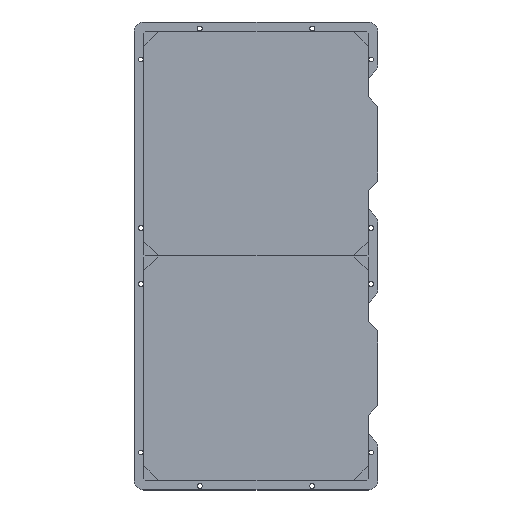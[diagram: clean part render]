
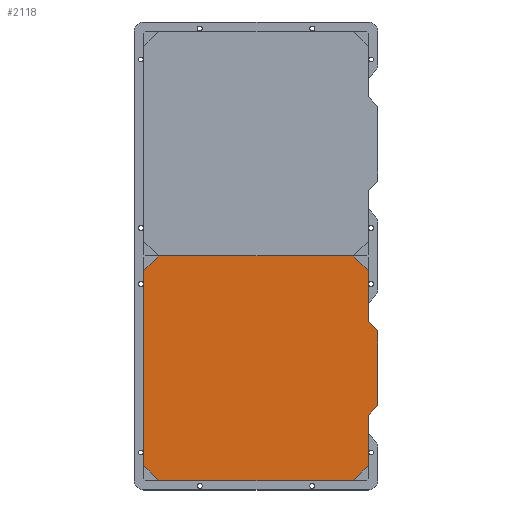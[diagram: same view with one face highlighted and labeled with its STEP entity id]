
A CAD part, top view. The second image highlights one B-rep face of the part: STEP entity #2118.
In plain terms, the highlighted planar face has unit normal (0, 0, 1).
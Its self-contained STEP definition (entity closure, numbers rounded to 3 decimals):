
#176=PLANE('',#2392);
#291=FACE_OUTER_BOUND('',#451,.T.);
#451=EDGE_LOOP('',(#1948,#1949,#1950,#1951,#1952,#1953,#1954,#1955,#1956,
#1957,#1958,#1959));
#598=LINE('',#3563,#780);
#604=LINE('',#3574,#786);
#615=LINE('',#3597,#797);
#618=LINE('',#3602,#800);
#619=LINE('',#3605,#801);
#622=LINE('',#3610,#804);
#623=LINE('',#3613,#805);
#626=LINE('',#3619,#808);
#628=LINE('',#3622,#810);
#629=LINE('',#3625,#811);
#631=LINE('',#3629,#813);
#633=LINE('',#3632,#815);
#780=VECTOR('',#2964,1000.);
#786=VECTOR('',#2972,1000.);
#797=VECTOR('',#2987,1000.);
#800=VECTOR('',#2992,1000.);
#801=VECTOR('',#2995,1000.);
#804=VECTOR('',#3000,1000.);
#805=VECTOR('',#3003,1000.);
#808=VECTOR('',#3008,1000.);
#810=VECTOR('',#3012,1000.);
#811=VECTOR('',#3015,1000.);
#813=VECTOR('',#3019,1000.);
#815=VECTOR('',#3023,1000.);
#1084=VERTEX_POINT('',#3561);
#1085=VERTEX_POINT('',#3562);
#1089=VERTEX_POINT('',#3572);
#1099=VERTEX_POINT('',#3596);
#1100=VERTEX_POINT('',#3600);
#1101=VERTEX_POINT('',#3604);
#1102=VERTEX_POINT('',#3608);
#1103=VERTEX_POINT('',#3612);
#1104=VERTEX_POINT('',#3616);
#1105=VERTEX_POINT('',#3618);
#1106=VERTEX_POINT('',#3624);
#1107=VERTEX_POINT('',#3628);
#1356=EDGE_CURVE('',#1084,#1085,#598,.T.);
#1362=EDGE_CURVE('',#1084,#1089,#604,.T.);
#1373=EDGE_CURVE('',#1099,#1089,#615,.T.);
#1376=EDGE_CURVE('',#1099,#1100,#618,.T.);
#1377=EDGE_CURVE('',#1101,#1100,#619,.T.);
#1380=EDGE_CURVE('',#1101,#1102,#622,.T.);
#1381=EDGE_CURVE('',#1103,#1102,#623,.T.);
#1384=EDGE_CURVE('',#1105,#1104,#626,.T.);
#1386=EDGE_CURVE('',#1103,#1105,#628,.T.);
#1387=EDGE_CURVE('',#1106,#1085,#629,.T.);
#1389=EDGE_CURVE('',#1107,#1106,#631,.T.);
#1391=EDGE_CURVE('',#1104,#1107,#633,.T.);
#1948=ORIENTED_EDGE('',*,*,#1356,.F.);
#1949=ORIENTED_EDGE('',*,*,#1362,.T.);
#1950=ORIENTED_EDGE('',*,*,#1373,.F.);
#1951=ORIENTED_EDGE('',*,*,#1376,.T.);
#1952=ORIENTED_EDGE('',*,*,#1377,.F.);
#1953=ORIENTED_EDGE('',*,*,#1380,.T.);
#1954=ORIENTED_EDGE('',*,*,#1381,.F.);
#1955=ORIENTED_EDGE('',*,*,#1386,.T.);
#1956=ORIENTED_EDGE('',*,*,#1384,.T.);
#1957=ORIENTED_EDGE('',*,*,#1391,.T.);
#1958=ORIENTED_EDGE('',*,*,#1389,.T.);
#1959=ORIENTED_EDGE('',*,*,#1387,.T.);
#2118=ADVANCED_FACE('',(#291),#176,.T.);
#2392=AXIS2_PLACEMENT_3D('',#3633,#3024,#3025);
#2964=DIRECTION('',(-0.707,0.707,0.));
#2972=DIRECTION('',(1.,0.,0.));
#2987=DIRECTION('',(-0.707,-0.707,0.));
#2992=DIRECTION('',(0.,1.,0.));
#2995=DIRECTION('',(0.707,-0.707,0.));
#3000=DIRECTION('',(-1.,0.,0.));
#3003=DIRECTION('',(0.707,0.707,0.));
#3008=DIRECTION('',(-0.707,-0.707,0.));
#3012=DIRECTION('',(0.,-1.,0.));
#3015=DIRECTION('',(0.,-1.,0.));
#3019=DIRECTION('',(0.707,-0.707,0.));
#3023=DIRECTION('',(0.,-1.,0.));
#3024=DIRECTION('center_axis',(0.,0.,
1.));
#3025=DIRECTION('ref_axis',(1.,0.,0.));
#3561=CARTESIAN_POINT('',(3.,-10.,8.15));
#3562=CARTESIAN_POINT('',(-5.,-2.,8.15));
#3563=CARTESIAN_POINT('',(-1.625,-5.375,8.15));
#3572=CARTESIAN_POINT('',(107.,-10.,8.15));
#3574=CARTESIAN_POINT('',(23.75,-10.,8.15));
#3596=CARTESIAN_POINT('',(115.,-2.,8.15));
#3597=CARTESIAN_POINT('',(110.375,-6.625,8.15));
#3600=CARTESIAN_POINT('',(115.,102.,8.15));
#3602=CARTESIAN_POINT('',(115.,20.,8.15));
#3604=CARTESIAN_POINT('',(107.,110.,8.15));
#3605=CARTESIAN_POINT('',(110.375,106.625,8.15));
#3608=CARTESIAN_POINT('',(3.,110.,8.15));
#3610=CARTESIAN_POINT('',(83.75,110.,8.15));
#3612=CARTESIAN_POINT('',(-5.,102.,8.15));
#3613=CARTESIAN_POINT('',(-1.625,105.375,8.15));
#3616=CARTESIAN_POINT('',(-10.,70.,8.15));
#3618=CARTESIAN_POINT('',(-5.,75.,8.15));
#3619=CARTESIAN_POINT('',(3.125,83.125,8.15));
#3622=CARTESIAN_POINT('',(-5.,80.,8.15));
#3624=CARTESIAN_POINT('',(-5.,25.,8.15));
#3625=CARTESIAN_POINT('',(-5.,37.5,8.15));
#3628=CARTESIAN_POINT('',(-10.,30.,8.15));
#3629=CARTESIAN_POINT('',(0.625,19.375,8.15));
#3632=CARTESIAN_POINT('',(-10.,60.,8.15));
#3633=CARTESIAN_POINT('Origin',(52.5,50.,8.15));
